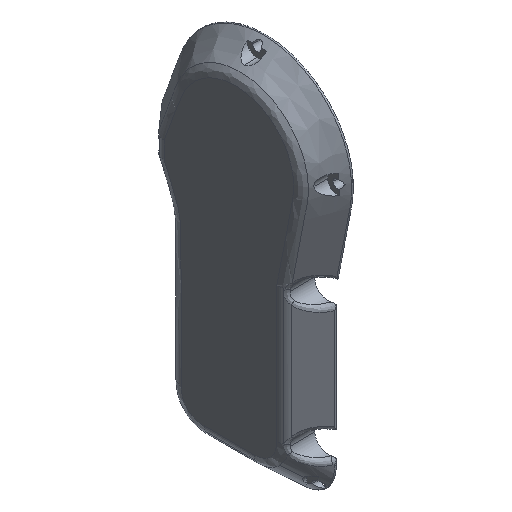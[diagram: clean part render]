
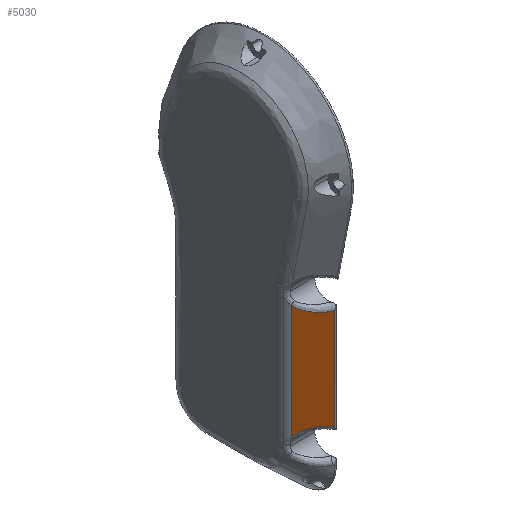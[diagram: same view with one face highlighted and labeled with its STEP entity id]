
A CAD part, isometric view. The second image highlights one B-rep face of the part: STEP entity #5030.
In plain terms, the highlighted planar face has unit normal (-0.651, -0.759, 0).
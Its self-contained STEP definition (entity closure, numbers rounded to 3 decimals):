
#250 = VERTEX_POINT ( 'NONE', #461 ) ;
#439 = FACE_OUTER_BOUND ( 'NONE', #3061, .T. ) ;
#461 = CARTESIAN_POINT ( 'NONE',  ( -22.845, 18.424, 227.844 ) ) ;
#467 = PLANE ( 'NONE',  #2184 ) ;
#670 = CARTESIAN_POINT ( 'NONE',  ( -28.302, 23.102, 252.898 ) ) ;
#820 = CARTESIAN_POINT ( 'NONE',  ( -27.617, 22.514, 251.987 ) ) ;
#853 = LINE ( 'NONE', #2087, #4163 ) ;
#908 = DIRECTION ( 'NONE',  ( 0., 0., 1. ) ) ;
#951 = ORIENTED_EDGE ( 'NONE', *, *, #5095, .F. ) ;
#971 = CARTESIAN_POINT ( 'NONE',  ( -28.302, 23.102, 226.235 ) ) ;
#1037 = CARTESIAN_POINT ( 'NONE',  ( -22.845, 18.424, 251.289 ) ) ;
#1383 = ORIENTED_EDGE ( 'NONE', *, *, #1569, .F. ) ;
#1569 = EDGE_CURVE ( 'NONE', #4508, #250, #2858, .T. ) ;
#1643 = CARTESIAN_POINT ( 'NONE',  ( -28.302, 23.102, 252.898 ) ) ;
#1856 = CARTESIAN_POINT ( 'NONE',  ( -25.752, 20.916, 228.214 ) ) ;
#1931 = B_SPLINE_CURVE_WITH_KNOTS ( 'NONE', 3,
 ( #1643, #820, #2076, #5302, #2023 ),
 .UNSPECIFIED., .F., .F.,
 ( 4, 1, 4 ),
 ( 0., 0.61, 1. ),
 .UNSPECIFIED. ) ;
#2023 = CARTESIAN_POINT ( 'NONE',  ( -22.845, 18.424, 251.289 ) ) ;
#2076 = CARTESIAN_POINT ( 'NONE',  ( -25.752, 20.916, 250.919 ) ) ;
#2087 = CARTESIAN_POINT ( 'NONE',  ( -28.302, 23.102, 232.65 ) ) ;
#2102 = DIRECTION ( 'NONE',  ( -0.651, -0.759, 0. ) ) ;
#2184 = AXIS2_PLACEMENT_3D ( 'NONE', #4926, #2102, #4551 ) ;
#2210 = CARTESIAN_POINT ( 'NONE',  ( -23.61, 19.08, 228.071 ) ) ;
#2231 = B_SPLINE_CURVE_WITH_KNOTS ( 'NONE', 3,
 ( #2670, #2210, #1856, #2287, #971 ),
 .UNSPECIFIED., .F., .F.,
 ( 4, 1, 4 ),
 ( 0., 0.39, 1. ),
 .UNSPECIFIED. ) ;
#2287 = CARTESIAN_POINT ( 'NONE',  ( -27.617, 22.514, 227.146 ) ) ;
#2361 = EDGE_CURVE ( 'NONE', #2723, #4508, #1931, .T. ) ;
#2670 = CARTESIAN_POINT ( 'NONE',  ( -22.845, 18.424, 227.844 ) ) ;
#2723 = VERTEX_POINT ( 'NONE', #670 ) ;
#2858 = LINE ( 'NONE', #3905, #3631 ) ;
#2998 = DIRECTION ( 'NONE',  ( 0., 0., -1. ) ) ;
#3061 = EDGE_LOOP ( 'NONE', ( #4755, #3352, #951, #1383 ) ) ;
#3084 = CARTESIAN_POINT ( 'NONE',  ( -28.302, 23.102, 226.235 ) ) ;
#3352 = ORIENTED_EDGE ( 'NONE', *, *, #4440, .F. ) ;
#3631 = VECTOR ( 'NONE', #2998, 1000. ) ;
#3905 = CARTESIAN_POINT ( 'NONE',  ( -22.845, 18.424, 232.076 ) ) ;
#3962 = VERTEX_POINT ( 'NONE', #3084 ) ;
#4163 = VECTOR ( 'NONE', #908, 1000. ) ;
#4440 = EDGE_CURVE ( 'NONE', #3962, #2723, #853, .T. ) ;
#4508 = VERTEX_POINT ( 'NONE', #1037 ) ;
#4551 = DIRECTION ( 'NONE',  ( -0.759, 0.651, 0. ) ) ;
#4755 = ORIENTED_EDGE ( 'NONE', *, *, #2361, .F. ) ;
#4926 = CARTESIAN_POINT ( 'NONE',  ( -22.35, 18., 212. ) ) ;
#5030 = ADVANCED_FACE ( 'NONE', ( #439 ), #467, .T. ) ;
#5095 = EDGE_CURVE ( 'NONE', #250, #3962, #2231, .T. ) ;
#5302 = CARTESIAN_POINT ( 'NONE',  ( -23.61, 19.08, 251.062 ) ) ;
